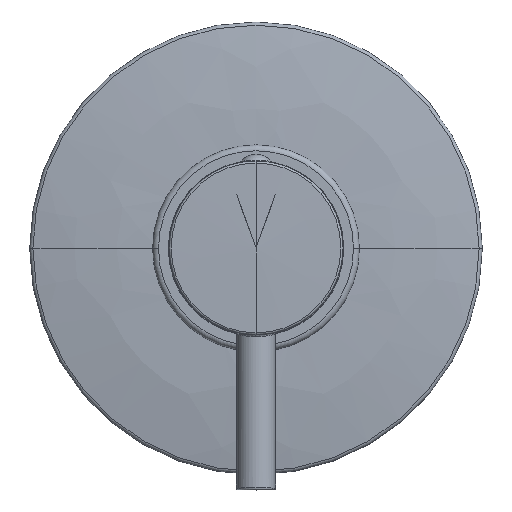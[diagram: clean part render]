
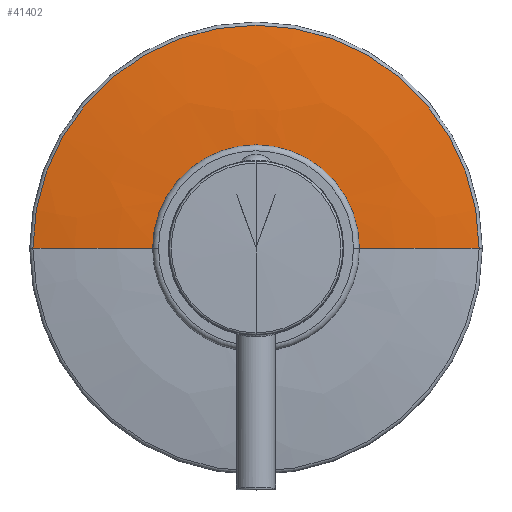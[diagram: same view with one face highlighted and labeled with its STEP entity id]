
A CAD part, top view. The second image highlights one B-rep face of the part: STEP entity #41402.
In plain terms, the highlighted free-form (B-spline) face has degree [3, 3] with [7, 4] control points.
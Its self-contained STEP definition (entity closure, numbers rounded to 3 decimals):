
#41041=CARTESIAN_POINT('',(0.,0.,47.));
#41042=DIRECTION('',(0.,0.,-1.));
#41043=DIRECTION('',(-1.,0.,0.));
#41044=AXIS2_PLACEMENT_3D('',#41041,#41042,#41043);
#41046=CARTESIAN_POINT('',(0.,0.,44.149));
#41047=DIRECTION('',(0.,0.,1.));
#41048=DIRECTION('',(1.,0.,0.));
#41049=AXIS2_PLACEMENT_3D('',#41046,#41047,#41048);
#41066=CARTESIAN_POINT('',(-25.,0.,-136.));
#41067=DIRECTION('',(0.,1.,0.));
#41068=DIRECTION('',(-0.176,0.,0.984));
#41069=AXIS2_PLACEMENT_3D('',#41066,#41067,#41068);
#41071=CARTESIAN_POINT('',(25.,0.,-136.));
#41072=DIRECTION('',(0.,-1.,0.));
#41073=DIRECTION('',(0.176,0.,0.984));
#41074=AXIS2_PLACEMENT_3D('',#41071,#41072,#41073);
#41114=CARTESIAN_POINT('',(-25.,0.,47.));
#41116=VERTEX_POINT('',#41114);
#41118=CARTESIAN_POINT('',(25.,0.,47.));
#41120=VERTEX_POINT('',#41118);
#41130=CARTESIAN_POINT('',(-57.176,0.,44.149));
#41131=CARTESIAN_POINT('',(57.176,0.,
44.149));
#41132=VERTEX_POINT('',#41130);
#41133=VERTEX_POINT('',#41131);
#41364=CARTESIAN_POINT('',(-24.305,-1.529,
46.999));
#41365=CARTESIAN_POINT('',(-35.511,-2.234,
47.039));
#41366=CARTESIAN_POINT('',(-46.674,-2.936,
46.048));
#41367=CARTESIAN_POINT('',(-57.698,-3.63,
44.034));
#41368=CARTESIAN_POINT('',(-25.246,13.428,
46.999));
#41369=CARTESIAN_POINT('',(-36.886,19.619,
47.039));
#41370=CARTESIAN_POINT('',(-48.481,25.786,
46.048));
#41371=CARTESIAN_POINT('',(-59.932,31.877,
44.034));
#41372=CARTESIAN_POINT('',(-14.987,24.353,
46.999));
#41373=CARTESIAN_POINT('',(-21.897,35.581,
47.039));
#41374=CARTESIAN_POINT('',(-28.78,46.766,
46.048));
#41375=CARTESIAN_POINT('',(-35.578,57.812,
44.034));
#41376=CARTESIAN_POINT('',(0.,24.353,
46.999));
#41377=CARTESIAN_POINT('',(0.,35.581,47.039));
#41378=CARTESIAN_POINT('',(0.,46.766,46.048));
#41379=CARTESIAN_POINT('',(0.,57.812,44.034));
#41380=CARTESIAN_POINT('',(14.987,24.353,46.999));
#41381=CARTESIAN_POINT('',(21.897,35.581,47.039));
#41382=CARTESIAN_POINT('',(28.78,46.766,46.048));
#41383=CARTESIAN_POINT('',(35.578,57.812,44.034));
#41384=CARTESIAN_POINT('',(25.246,13.428,46.999));
#41385=CARTESIAN_POINT('',(36.886,19.619,47.039));
#41386=CARTESIAN_POINT('',(48.481,25.786,46.048));
#41387=CARTESIAN_POINT('',(59.932,31.877,44.034));
#41388=CARTESIAN_POINT('',(24.305,-1.529,
46.999));
#41389=CARTESIAN_POINT('',(35.511,-2.234,
47.039));
#41390=CARTESIAN_POINT('',(46.674,-2.936,
46.048));
#41391=CARTESIAN_POINT('',(57.698,-3.63,
44.034));
#41392=(BOUNDED_SURFACE()B_SPLINE_SURFACE(3,3,((#41364,#41365,#41366,#41367),(
#41368,#41369,#41370,#41371),(#41372,#41373,#41374,#41375),(#41376,#41377,
#41378,#41379),(#41380,#41381,#41382,#41383),(#41384,#41385,#41386,#41387),(
#41388,#41389,#41390,#41391)),.UNSPECIFIED.,.F.,.F.,.F.)B_SPLINE_SURFACE_WITH_KNOTS((4,3,4),(4,4),(0.,1.,2.),(0.,1.),.UNSPECIFIED.)GEOMETRIC_REPRESENTATION_ITEM()RATIONAL_B_SPLINE_SURFACE(((1.19,1.186,
1.186,1.19),(0.94,0.937,
0.937,0.94),(0.94,0.937,
0.937,0.94),(1.19,1.186,
1.186,1.19),(0.94,0.937,
0.937,0.94),(0.94,0.937,
0.937,0.94),(1.19,1.186,
1.186,1.19)))REPRESENTATION_ITEM('')SURFACE());
#41394=ORIENTED_EDGE('',*,*,#41393,.F.);
#41396=ORIENTED_EDGE('',*,*,#41395,.T.);
#41397=ORIENTED_EDGE('',*,*,#41350,.F.);
#41399=ORIENTED_EDGE('',*,*,#41398,.F.);
#41400=EDGE_LOOP('',(#41394,#41396,#41397,#41399));
#41401=FACE_OUTER_BOUND('',#41400,.F.);
#41402=ADVANCED_FACE('',(#41401),#41392,.T.);
#41045=CIRCLE('',#41044,25.);
#41050=CIRCLE('',#41049,57.176);
#41070=CIRCLE('',#41069,183.);
#41075=CIRCLE('',#41074,183.);
#41350=EDGE_CURVE('',#41116,#41120,#41045,.T.);
#41393=EDGE_CURVE('',#41133,#41132,#41050,.T.);
#41395=EDGE_CURVE('',#41133,#41120,#41075,.T.);
#41398=EDGE_CURVE('',#41132,#41116,#41070,.T.);
